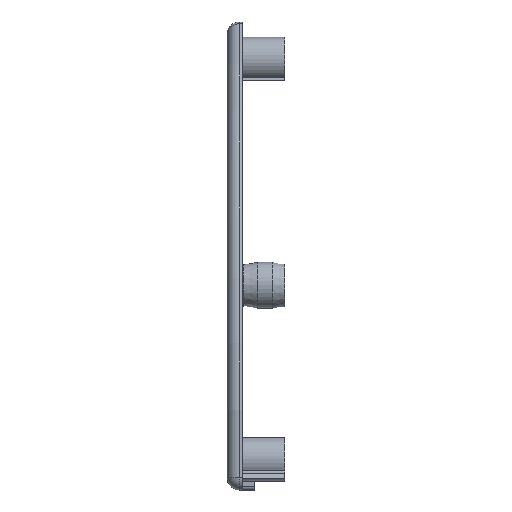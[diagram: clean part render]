
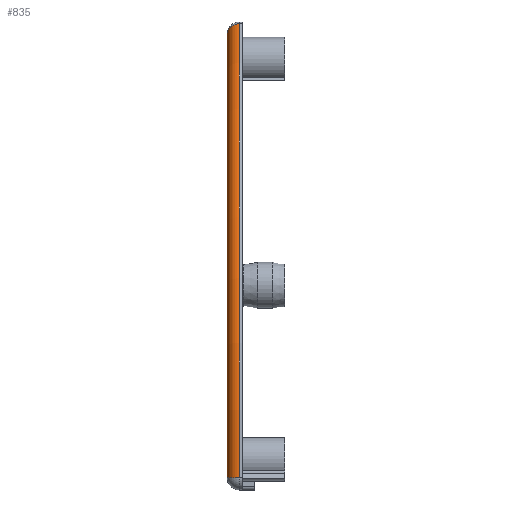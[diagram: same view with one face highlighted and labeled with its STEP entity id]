
A CAD part, left-side view. The second image highlights one B-rep face of the part: STEP entity #835.
In plain terms, the highlighted toroidal (fillet/blend) face has major radius 88 mm and minor radius 2 mm.
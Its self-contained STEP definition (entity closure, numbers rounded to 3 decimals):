
#32=TOROIDAL_SURFACE($,#942,88.,2.);
#99=FACE_OUTER_BOUND($,#163,.T.);
#163=EDGE_LOOP($,(#729,#730,#731,#732));
#335=CIRCLE($,#923,2.);
#339=CIRCLE($,#929,2.);
#347=CIRCLE($,#943,90.);
#348=CIRCLE($,#944,88.);
#412=VERTEX_POINT($,#1417);
#414=VERTEX_POINT($,#1420);
#418=VERTEX_POINT($,#1431);
#419=VERTEX_POINT($,#1432);
#513=EDGE_CURVE($,#412,#414,#335,.F.);
#517=EDGE_CURVE($,#418,#419,#339,.T.);
#531=EDGE_CURVE($,#418,#412,#347,.T.);
#532=EDGE_CURVE($,#414,#419,#348,.T.);
#729=ORIENTED_EDGE($,*,*,#517,.F.);
#730=ORIENTED_EDGE($,*,*,#531,.T.);
#731=ORIENTED_EDGE($,*,*,#513,.T.);
#732=ORIENTED_EDGE($,*,*,#532,.T.);
#835=ADVANCED_FACE($,(#99),#32,.T.);
#923=AXIS2_PLACEMENT_3D($,#1422,#1157,#1158);
#929=AXIS2_PLACEMENT_3D($,#1433,#1169,#1170);
#942=AXIS2_PLACEMENT_3D($,#1456,#1201,#1202);
#943=AXIS2_PLACEMENT_3D($,#1457,#1203,#1204);
#944=AXIS2_PLACEMENT_3D($,#1458,#1205,#1206);
#1157=DIRECTION('center_axis',(0.854,0.,
0.52));
#1158=DIRECTION('ref_axis',(-0.52,0.,0.854));
#1169=DIRECTION('center_axis',(-0.023,0.,
-1.));
#1170=DIRECTION('ref_axis',(-0.707,0.707,0.016));
#1201=DIRECTION('center_axis',(0.,-1.,0.));
#1202=DIRECTION('ref_axis',(-1.,0.,0.));
#1203=DIRECTION('center_axis',(0.,1.,0.));
#1204=DIRECTION('ref_axis',(-0.866,0.,0.5));
#1205=DIRECTION('center_axis',(0.,-1.,0.));
#1206=DIRECTION('ref_axis',(-0.866,0.,0.5));
#1417=CARTESIAN_POINT('',(11.697,0.5,43.149));
#1420=CARTESIAN_POINT('',(12.736,2.5,41.441));
#1422=CARTESIAN_POINT('Origin',(12.736,0.5,41.441));
#1431=CARTESIAN_POINT('',(-31.52,0.5,-31.705));
#1432=CARTESIAN_POINT('',(-29.521,2.5,-31.75));
#1433=CARTESIAN_POINT('Origin',(-29.521,0.5,-31.75));
#1456=CARTESIAN_POINT('Origin',(58.457,0.5,-33.75));
#1457=CARTESIAN_POINT('Origin',(58.457,0.5,-33.75));
#1458=CARTESIAN_POINT('Origin',(58.457,2.5,-33.75));
